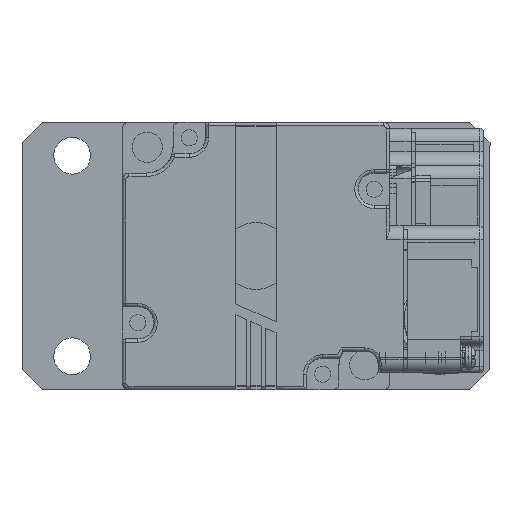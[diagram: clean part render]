
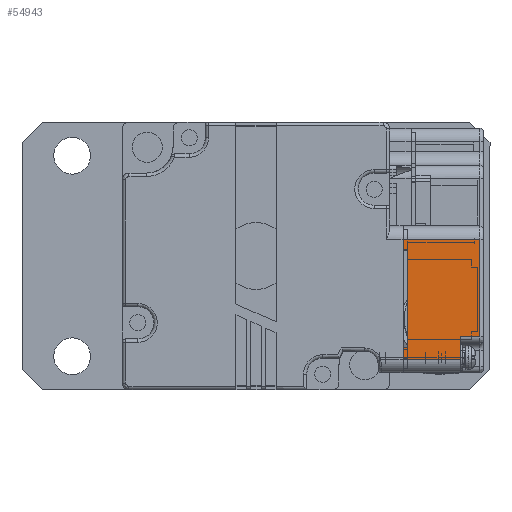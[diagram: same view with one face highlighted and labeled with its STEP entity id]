
A CAD part, front view. The second image highlights one B-rep face of the part: STEP entity #54943.
In plain terms, the highlighted face is planar.
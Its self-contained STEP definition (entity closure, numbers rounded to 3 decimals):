
#425 = CARTESIAN_POINT ( 'NONE',  ( -9., 5.55, 0. ) ) ;
#4310 = ORIENTED_EDGE ( 'NONE', *, *, #31861, .F. ) ;
#4892 = VECTOR ( 'NONE', #23945, 1000. ) ;
#9290 = EDGE_CURVE ( 'NONE', #43492, #59078, #46102, .T. ) ;
#9836 = EDGE_LOOP ( 'NONE', ( #18440, #26614, #32947, #54881, #48680, #56862, #72845, #4310, #39212, #69028 ) ) ;
#11021 = CARTESIAN_POINT ( 'NONE',  ( -7.25, 5.55, 0.7 ) ) ;
#11176 = DIRECTION ( 'NONE',  ( 0., 1., 0. ) ) ;
#12823 = DIRECTION ( 'NONE',  ( -1., 0., 0. ) ) ;
#12982 = CARTESIAN_POINT ( 'NONE',  ( 7.25, 5.55, 0. ) ) ;
#16277 = DIRECTION ( 'NONE',  ( 1., 0., 0. ) ) ;
#16533 = LINE ( 'NONE', #11021, #71246 ) ;
#17860 = VERTEX_POINT ( 'NONE', #21990 ) ;
#18440 = ORIENTED_EDGE ( 'NONE', *, *, #18862, .F. ) ;
#18862 = EDGE_CURVE ( 'NONE', #66283, #46450, #39809, .T. ) ;
#19054 = VECTOR ( 'NONE', #70480, 1000. ) ;
#19326 = EDGE_CURVE ( 'NONE', #43492, #42920, #58109, .T. ) ;
#19701 = CARTESIAN_POINT ( 'NONE',  ( -9., 5.55, 0. ) ) ;
#19935 = VECTOR ( 'NONE', #33958, 1000. ) ;
#20220 = CARTESIAN_POINT ( 'NONE',  ( 7.25, 5.55, 0. ) ) ;
#21990 = CARTESIAN_POINT ( 'NONE',  ( 9., 5.55, 0. ) ) ;
#21995 = VECTOR ( 'NONE', #68914, 1000. ) ;
#22625 = VERTEX_POINT ( 'NONE', #28535 ) ;
#23945 = DIRECTION ( 'NONE',  ( 1., 0., 0. ) ) ;
#24469 = CARTESIAN_POINT ( 'NONE',  ( -9., 5.55, 8.6 ) ) ;
#26322 = VECTOR ( 'NONE', #37496, 1000. ) ;
#26551 = CARTESIAN_POINT ( 'NONE',  ( -5.6, 5.55, 11.5 ) ) ;
#26614 = ORIENTED_EDGE ( 'NONE', *, *, #26624, .T. ) ;
#26624 = EDGE_CURVE ( 'NONE', #66283, #42920, #47982, .T. ) ;
#26709 = VERTEX_POINT ( 'NONE', #48709 ) ;
#27381 = LINE ( 'NONE', #49873, #46182 ) ;
#27920 = DIRECTION ( 'NONE',  ( 0., 0., -1. ) ) ;
#28535 = CARTESIAN_POINT ( 'NONE',  ( -7.25, 5.55, 0.7 ) ) ;
#30871 = DIRECTION ( 'NONE',  ( 1., 0., 0. ) ) ;
#31321 = CARTESIAN_POINT ( 'NONE',  ( -5.6, 5.55, 8.6 ) ) ;
#31861 = EDGE_CURVE ( 'NONE', #26709, #43403, #57456, .T. ) ;
#32947 = ORIENTED_EDGE ( 'NONE', *, *, #19326, .F. ) ;
#33030 = EDGE_CURVE ( 'NONE', #22625, #46450, #16533, .T. ) ;
#33253 = CARTESIAN_POINT ( 'NONE',  ( -5.6, 5.55, 11.5 ) ) ;
#33958 = DIRECTION ( 'NONE',  ( 0., 0., 1. ) ) ;
#34019 = EDGE_CURVE ( 'NONE', #59078, #55605, #65270, .T. ) ;
#35979 = CARTESIAN_POINT ( 'NONE',  ( -5.6, 5.55, 8.6 ) ) ;
#36933 = PLANE ( 'NONE',  #65766 ) ;
#37496 = DIRECTION ( 'NONE',  ( 0., 0., -1. ) ) ;
#38403 = FACE_OUTER_BOUND ( 'NONE', #9836, .T. ) ;
#38693 = EDGE_CURVE ( 'NONE', #55605, #17860, #48588, .T. ) ;
#38772 = DIRECTION ( 'NONE',  ( 1., 0., 0. ) ) ;
#38967 = VECTOR ( 'NONE', #12823, 1000. ) ;
#39212 = ORIENTED_EDGE ( 'NONE', *, *, #39243, .F. ) ;
#39243 = EDGE_CURVE ( 'NONE', #22625, #26709, #27381, .T. ) ;
#39809 = LINE ( 'NONE', #425, #4892 ) ;
#40566 = CARTESIAN_POINT ( 'NONE',  ( -5.6, 5.55, 8.6 ) ) ;
#42920 = VERTEX_POINT ( 'NONE', #24469 ) ;
#43403 = VERTEX_POINT ( 'NONE', #12982 ) ;
#43492 = VERTEX_POINT ( 'NONE', #31321 ) ;
#45155 = CARTESIAN_POINT ( 'NONE',  ( 9., 5.55, 11.5 ) ) ;
#46102 = LINE ( 'NONE', #40566, #19935 ) ;
#46182 = VECTOR ( 'NONE', #72378, 1000. ) ;
#46417 = CARTESIAN_POINT ( 'NONE',  ( 7.25, 5.55, 0.7 ) ) ;
#46450 = VERTEX_POINT ( 'NONE', #65028 ) ;
#47982 = LINE ( 'NONE', #53483, #19054 ) ;
#48588 = LINE ( 'NONE', #45155, #26322 ) ;
#48680 = ORIENTED_EDGE ( 'NONE', *, *, #34019, .T. ) ;
#48709 = CARTESIAN_POINT ( 'NONE',  ( 7.25, 5.55, 0.7 ) ) ;
#49873 = CARTESIAN_POINT ( 'NONE',  ( -7.25, 5.55, 0.7 ) ) ;
#52194 = VECTOR ( 'NONE', #30871, 1000. ) ;
#53483 = CARTESIAN_POINT ( 'NONE',  ( -9., 5.55, 0. ) ) ;
#54844 = VECTOR ( 'NONE', #16277, 1000. ) ;
#54881 = ORIENTED_EDGE ( 'NONE', *, *, #9290, .T. ) ;
#54943 = ADVANCED_FACE ( 'NONE', ( #38403 ), #36933, .T. ) ;
#55605 = VERTEX_POINT ( 'NONE', #68158 ) ;
#56862 = ORIENTED_EDGE ( 'NONE', *, *, #38693, .T. ) ;
#57456 = LINE ( 'NONE', #46417, #21995 ) ;
#58109 = LINE ( 'NONE', #35979, #38967 ) ;
#59078 = VERTEX_POINT ( 'NONE', #33253 ) ;
#59436 = CARTESIAN_POINT ( 'NONE',  ( 11., 5.55, 0. ) ) ;
#60010 = LINE ( 'NONE', #20220, #52194 ) ;
#64153 = EDGE_CURVE ( 'NONE', #43403, #17860, #60010, .T. ) ;
#65028 = CARTESIAN_POINT ( 'NONE',  ( -7.25, 5.55, 0. ) ) ;
#65270 = LINE ( 'NONE', #26551, #54844 ) ;
#65766 = AXIS2_PLACEMENT_3D ( 'NONE', #59436, #11176, #38772 ) ;
#66283 = VERTEX_POINT ( 'NONE', #19701 ) ;
#68158 = CARTESIAN_POINT ( 'NONE',  ( 9., 5.55, 11.5 ) ) ;
#68914 = DIRECTION ( 'NONE',  ( 0., 0., -1. ) ) ;
#69028 = ORIENTED_EDGE ( 'NONE', *, *, #33030, .T. ) ;
#70480 = DIRECTION ( 'NONE',  ( 0., 0., 1. ) ) ;
#71246 = VECTOR ( 'NONE', #27920, 1000. ) ;
#72378 = DIRECTION ( 'NONE',  ( 1., 0., 0. ) ) ;
#72845 = ORIENTED_EDGE ( 'NONE', *, *, #64153, .F. ) ;
